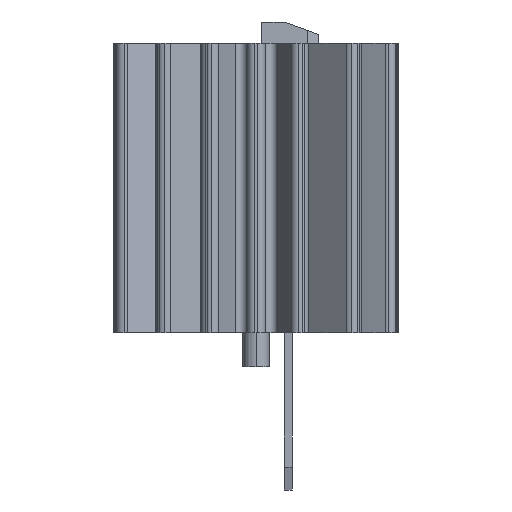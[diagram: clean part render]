
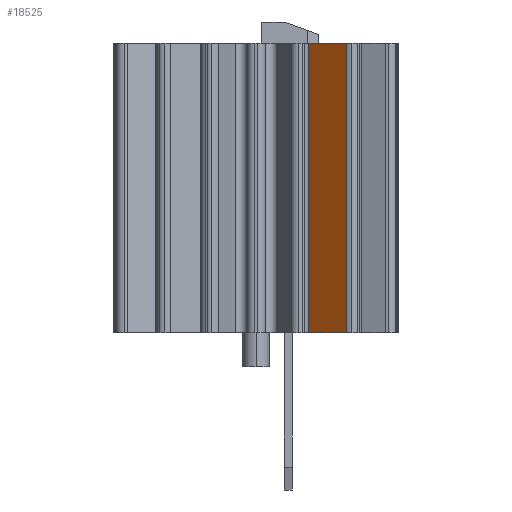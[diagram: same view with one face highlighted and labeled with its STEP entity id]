
A CAD part, left-side view. The second image highlights one B-rep face of the part: STEP entity #18525.
In plain terms, the highlighted planar face has unit normal (-0.743, 0.669, 0).
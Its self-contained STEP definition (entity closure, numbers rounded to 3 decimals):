
#67 = PLANE('',#68);
#68 = AXIS2_PLACEMENT_3D('',#69,#70,#71);
#69 = CARTESIAN_POINT('',(5.4,3.,0.2));
#70 = DIRECTION('',(0.,0.,1.));
#71 = DIRECTION('',(1.,0.,0.));
#995 = PLANE('',#996);
#996 = AXIS2_PLACEMENT_3D('',#997,#998,#999);
#997 = CARTESIAN_POINT('',(5.4,3.,25.6));
#998 = DIRECTION('',(0.,0.,1.));
#999 = DIRECTION('',(1.,0.,0.));
#1323 = CYLINDRICAL_SURFACE('',#1324,0.7);
#1324 = AXIS2_PLACEMENT_3D('',#1325,#1326,#1327);
#1325 = CARTESIAN_POINT('',(-15.006,-5.412,25.6));
#1326 = DIRECTION('',(-0.,-0.,-1.));
#1327 = DIRECTION('',(-1.,0.,0.));
#18318 = CYLINDRICAL_SURFACE('',#18319,0.493);
#18319 = AXIS2_PLACEMENT_3D('',#18320,#18321,#18322);
#18320 = CARTESIAN_POINT('',(-12.995,-1.459,25.6));
#18321 = DIRECTION('',(-0.,-0.,-1.));
#18322 = DIRECTION('',(-1.,0.,0.));
#18379 = VERTEX_POINT('',#18380);
#18380 = CARTESIAN_POINT('',(-12.526,-1.611,25.6));
#18428 = EDGE_CURVE('',#18379,#18429,#18431,.T.);
#18429 = VERTEX_POINT('',#18430);
#18430 = CARTESIAN_POINT('',(-12.526,-1.611,0.2));
#18431 = SURFACE_CURVE('',#18432,(#18436,#18465),.PCURVE_S1.);
#18432 = LINE('',#18433,#18434);
#18433 = CARTESIAN_POINT('',(-12.526,-1.611,25.6));
#18434 = VECTOR('',#18435,1.);
#18435 = DIRECTION('',(-0.,-0.,-1.));
#18436 = PCURVE('',#18318,#18437);
#18437 = DEFINITIONAL_REPRESENTATION('',(#18438),#18464);
#18438 = B_SPLINE_CURVE_WITH_KNOTS('',3,(#18439,#18440,#18441,#18442,
    #18443,#18444,#18445,#18446,#18447,#18448,#18449,#18450,#18451,
    #18452,#18453,#18454,#18455,#18456,#18457,#18458,#18459,#18460,
    #18461,#18462,#18463),.UNSPECIFIED.,.F.,.F.,(4,1,1,1,1,1,1,1,1,1,1,1
    ,1,1,1,1,1,1,1,1,1,1,4),(-0.,1.155,2.309,
    3.464,4.618,5.773,6.927,
    8.082,9.236,10.391,11.545,12.7,
    13.855,15.009,16.164,17.318,
    18.473,19.627,20.782,21.936,
    23.091,24.245,25.4),.QUASI_UNIFORM_KNOTS.);
#18439 = CARTESIAN_POINT('',(3.455,0.));
#18440 = CARTESIAN_POINT('',(3.455,0.385));
#18441 = CARTESIAN_POINT('',(3.455,1.155));
#18442 = CARTESIAN_POINT('',(3.455,2.309));
#18443 = CARTESIAN_POINT('',(3.455,3.464));
#18444 = CARTESIAN_POINT('',(3.455,4.618));
#18445 = CARTESIAN_POINT('',(3.455,5.773));
#18446 = CARTESIAN_POINT('',(3.455,6.927));
#18447 = CARTESIAN_POINT('',(3.455,8.082));
#18448 = CARTESIAN_POINT('',(3.455,9.236));
#18449 = CARTESIAN_POINT('',(3.455,10.391));
#18450 = CARTESIAN_POINT('',(3.455,11.545));
#18451 = CARTESIAN_POINT('',(3.455,12.7));
#18452 = CARTESIAN_POINT('',(3.455,13.855));
#18453 = CARTESIAN_POINT('',(3.455,15.009));
#18454 = CARTESIAN_POINT('',(3.455,16.164));
#18455 = CARTESIAN_POINT('',(3.455,17.318));
#18456 = CARTESIAN_POINT('',(3.455,18.473));
#18457 = CARTESIAN_POINT('',(3.455,19.627));
#18458 = CARTESIAN_POINT('',(3.455,20.782));
#18459 = CARTESIAN_POINT('',(3.455,21.936));
#18460 = CARTESIAN_POINT('',(3.455,23.091));
#18461 = CARTESIAN_POINT('',(3.455,24.245));
#18462 = CARTESIAN_POINT('',(3.455,25.015));
#18463 = CARTESIAN_POINT('',(3.455,25.4));
#18464 = ( GEOMETRIC_REPRESENTATION_CONTEXT(2) 
PARAMETRIC_REPRESENTATION_CONTEXT() REPRESENTATION_CONTEXT('2D SPACE',''
  ) );
#18465 = PCURVE('',#18466,#18471);
#18466 = PLANE('',#18467);
#18467 = AXIS2_PLACEMENT_3D('',#18468,#18469,#18470);
#18468 = CARTESIAN_POINT('',(-2.211,9.85,25.6));
#18469 = DIRECTION('',(0.743,-0.669,0.));
#18470 = DIRECTION('',(0.669,0.743,0.));
#18471 = DEFINITIONAL_REPRESENTATION('',(#18472),#18476);
#18472 = LINE('',#18473,#18474);
#18473 = CARTESIAN_POINT('',(-15.419,0.));
#18474 = VECTOR('',#18475,1.);
#18475 = DIRECTION('',(0.,-1.));
#18476 = ( GEOMETRIC_REPRESENTATION_CONTEXT(2) 
PARAMETRIC_REPRESENTATION_CONTEXT() REPRESENTATION_CONTEXT('2D SPACE',''
  ) );
#18525 = ADVANCED_FACE('',(#18526),#18466,.F.);
#18526 = FACE_BOUND('',#18527,.T.);
#18527 = EDGE_LOOP('',(#18528,#18551,#18596,#18617));
#18528 = ORIENTED_EDGE('',*,*,#18529,.T.);
#18529 = EDGE_CURVE('',#18429,#18530,#18532,.T.);
#18530 = VERTEX_POINT('',#18531);
#18531 = CARTESIAN_POINT('',(-15.526,-4.944,0.2));
#18532 = SURFACE_CURVE('',#18533,(#18537,#18544),.PCURVE_S1.);
#18533 = LINE('',#18534,#18535);
#18534 = CARTESIAN_POINT('',(-2.211,9.85,0.2));
#18535 = VECTOR('',#18536,1.);
#18536 = DIRECTION('',(-0.669,-0.743,0.));
#18537 = PCURVE('',#18466,#18538);
#18538 = DEFINITIONAL_REPRESENTATION('',(#18539),#18543);
#18539 = LINE('',#18540,#18541);
#18540 = CARTESIAN_POINT('',(0.,-25.4));
#18541 = VECTOR('',#18542,1.);
#18542 = DIRECTION('',(-1.,0.));
#18543 = ( GEOMETRIC_REPRESENTATION_CONTEXT(2) 
PARAMETRIC_REPRESENTATION_CONTEXT() REPRESENTATION_CONTEXT('2D SPACE',''
  ) );
#18544 = PCURVE('',#67,#18545);
#18545 = DEFINITIONAL_REPRESENTATION('',(#18546),#18550);
#18546 = LINE('',#18547,#18548);
#18547 = CARTESIAN_POINT('',(-7.611,6.85));
#18548 = VECTOR('',#18549,1.);
#18549 = DIRECTION('',(-0.669,-0.743));
#18550 = ( GEOMETRIC_REPRESENTATION_CONTEXT(2) 
PARAMETRIC_REPRESENTATION_CONTEXT() REPRESENTATION_CONTEXT('2D SPACE',''
  ) );
#18551 = ORIENTED_EDGE('',*,*,#18552,.F.);
#18552 = EDGE_CURVE('',#18553,#18530,#18555,.T.);
#18553 = VERTEX_POINT('',#18554);
#18554 = CARTESIAN_POINT('',(-15.526,-4.944,25.6));
#18555 = SURFACE_CURVE('',#18556,(#18560,#18567),.PCURVE_S1.);
#18556 = LINE('',#18557,#18558);
#18557 = CARTESIAN_POINT('',(-15.526,-4.944,25.6));
#18558 = VECTOR('',#18559,1.);
#18559 = DIRECTION('',(-0.,-0.,-1.));
#18560 = PCURVE('',#18466,#18561);
#18561 = DEFINITIONAL_REPRESENTATION('',(#18562),#18566);
#18562 = LINE('',#18563,#18564);
#18563 = CARTESIAN_POINT('',(-19.903,0.));
#18564 = VECTOR('',#18565,1.);
#18565 = DIRECTION('',(0.,-1.));
#18566 = ( GEOMETRIC_REPRESENTATION_CONTEXT(2) 
PARAMETRIC_REPRESENTATION_CONTEXT() REPRESENTATION_CONTEXT('2D SPACE',''
  ) );
#18567 = PCURVE('',#1323,#18568);
#18568 = DEFINITIONAL_REPRESENTATION('',(#18569),#18595);
#18569 = B_SPLINE_CURVE_WITH_KNOTS('',3,(#18570,#18571,#18572,#18573,
    #18574,#18575,#18576,#18577,#18578,#18579,#18580,#18581,#18582,
    #18583,#18584,#18585,#18586,#18587,#18588,#18589,#18590,#18591,
    #18592,#18593,#18594),.UNSPECIFIED.,.F.,.F.,(4,1,1,1,1,1,1,1,1,1,1,1
    ,1,1,1,1,1,1,1,1,1,1,4),(-0.,1.155,2.309,
    3.464,4.618,5.773,6.927,
    8.082,9.236,10.391,11.545,12.7,
    13.855,15.009,16.164,17.318,
    18.473,19.627,20.782,21.936,
    23.091,24.245,25.4),.QUASI_UNIFORM_KNOTS.);
#18570 = CARTESIAN_POINT('',(0.733,0.));
#18571 = CARTESIAN_POINT('',(0.733,0.385));
#18572 = CARTESIAN_POINT('',(0.733,1.155));
#18573 = CARTESIAN_POINT('',(0.733,2.309));
#18574 = CARTESIAN_POINT('',(0.733,3.464));
#18575 = CARTESIAN_POINT('',(0.733,4.618));
#18576 = CARTESIAN_POINT('',(0.733,5.773));
#18577 = CARTESIAN_POINT('',(0.733,6.927));
#18578 = CARTESIAN_POINT('',(0.733,8.082));
#18579 = CARTESIAN_POINT('',(0.733,9.236));
#18580 = CARTESIAN_POINT('',(0.733,10.391));
#18581 = CARTESIAN_POINT('',(0.733,11.545));
#18582 = CARTESIAN_POINT('',(0.733,12.7));
#18583 = CARTESIAN_POINT('',(0.733,13.855));
#18584 = CARTESIAN_POINT('',(0.733,15.009));
#18585 = CARTESIAN_POINT('',(0.733,16.164));
#18586 = CARTESIAN_POINT('',(0.733,17.318));
#18587 = CARTESIAN_POINT('',(0.733,18.473));
#18588 = CARTESIAN_POINT('',(0.733,19.627));
#18589 = CARTESIAN_POINT('',(0.733,20.782));
#18590 = CARTESIAN_POINT('',(0.733,21.936));
#18591 = CARTESIAN_POINT('',(0.733,23.091));
#18592 = CARTESIAN_POINT('',(0.733,24.245));
#18593 = CARTESIAN_POINT('',(0.733,25.015));
#18594 = CARTESIAN_POINT('',(0.733,25.4));
#18595 = ( GEOMETRIC_REPRESENTATION_CONTEXT(2) 
PARAMETRIC_REPRESENTATION_CONTEXT() REPRESENTATION_CONTEXT('2D SPACE',''
  ) );
#18596 = ORIENTED_EDGE('',*,*,#18597,.F.);
#18597 = EDGE_CURVE('',#18379,#18553,#18598,.T.);
#18598 = SURFACE_CURVE('',#18599,(#18603,#18610),.PCURVE_S1.);
#18599 = LINE('',#18600,#18601);
#18600 = CARTESIAN_POINT('',(-2.211,9.85,25.6));
#18601 = VECTOR('',#18602,1.);
#18602 = DIRECTION('',(-0.669,-0.743,0.));
#18603 = PCURVE('',#18466,#18604);
#18604 = DEFINITIONAL_REPRESENTATION('',(#18605),#18609);
#18605 = LINE('',#18606,#18607);
#18606 = CARTESIAN_POINT('',(0.,0.));
#18607 = VECTOR('',#18608,1.);
#18608 = DIRECTION('',(-1.,0.));
#18609 = ( GEOMETRIC_REPRESENTATION_CONTEXT(2) 
PARAMETRIC_REPRESENTATION_CONTEXT() REPRESENTATION_CONTEXT('2D SPACE',''
  ) );
#18610 = PCURVE('',#995,#18611);
#18611 = DEFINITIONAL_REPRESENTATION('',(#18612),#18616);
#18612 = LINE('',#18613,#18614);
#18613 = CARTESIAN_POINT('',(-7.611,6.85));
#18614 = VECTOR('',#18615,1.);
#18615 = DIRECTION('',(-0.669,-0.743));
#18616 = ( GEOMETRIC_REPRESENTATION_CONTEXT(2) 
PARAMETRIC_REPRESENTATION_CONTEXT() REPRESENTATION_CONTEXT('2D SPACE',''
  ) );
#18617 = ORIENTED_EDGE('',*,*,#18428,.T.);
